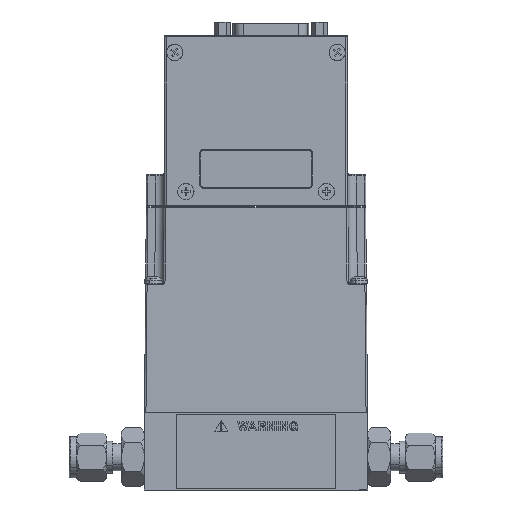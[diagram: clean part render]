
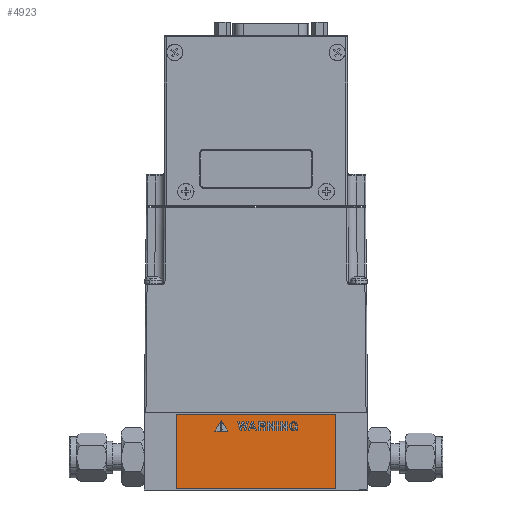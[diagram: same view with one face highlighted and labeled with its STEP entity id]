
A CAD part, left-side view. The second image highlights one B-rep face of the part: STEP entity #4923.
In plain terms, the highlighted planar face has unit normal (-1, 0, 0).
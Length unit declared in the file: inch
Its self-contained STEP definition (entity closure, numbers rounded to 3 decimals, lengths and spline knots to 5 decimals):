
#1510 = EDGE_CURVE ( 'NONE', #14899, #27224, #17023, .T. ) ;
#2003 = DIRECTION ( 'NONE',  ( 0., 1., 0. ) ) ;
#2188 = LINE ( 'NONE', #7063, #9243 ) ;
#2840 = DIRECTION ( 'NONE',  ( -1., 0., 0. ) ) ;
#3911 = CARTESIAN_POINT ( 'NONE',  ( -0.005, 0.4248, 0.02165 ) ) ;
#4923 = ADVANCED_FACE ( 'NONE', ( #13733 ), #26789, .T. ) ;
#5498 = CARTESIAN_POINT ( 'NONE',  ( -0.005, 1.4998, 0.52165 ) ) ;
#6114 = ORIENTED_EDGE ( 'NONE', *, *, #14574, .T. ) ;
#6147 = CARTESIAN_POINT ( 'NONE',  ( -0.005, 2.5748, 1.02165 ) ) ;
#7063 = CARTESIAN_POINT ( 'NONE',  ( -0.005, 1.4998, 0.02165 ) ) ;
#7962 = VERTEX_POINT ( 'NONE', #22987 ) ;
#9243 = VECTOR ( 'NONE', #22984, 39.37008 ) ;
#9850 = AXIS2_PLACEMENT_3D ( 'NONE', #5498, #2840, #29462 ) ;
#11792 = ORIENTED_EDGE ( 'NONE', *, *, #28162, .T. ) ;
#12348 = VECTOR ( 'NONE', #2003, 39.37008 ) ;
#12380 = LINE ( 'NONE', #20362, #12348 ) ;
#12706 = LINE ( 'NONE', #15371, #34557 ) ;
#13733 = FACE_OUTER_BOUND ( 'NONE', #23149, .T. ) ;
#14327 = CARTESIAN_POINT ( 'NONE',  ( -0.005, 2.5748, 0.02165 ) ) ;
#14574 = EDGE_CURVE ( 'NONE', #7962, #14899, #12380, .T. ) ;
#14899 = VERTEX_POINT ( 'NONE', #6147 ) ;
#15371 = CARTESIAN_POINT ( 'NONE',  ( -0.005, 0.4248, 0.52165 ) ) ;
#16612 = VECTOR ( 'NONE', #21112, 39.37008 ) ;
#17023 = LINE ( 'NONE', #34491, #16612 ) ;
#18049 = DIRECTION ( 'NONE',  ( 0., 0., 1. ) ) ;
#19272 = EDGE_CURVE ( 'NONE', #33547, #7962, #12706, .T. ) ;
#20362 = CARTESIAN_POINT ( 'NONE',  ( -0.005, 1.4998, 1.02165 ) ) ;
#21112 = DIRECTION ( 'NONE',  ( 0., 0., -1. ) ) ;
#22984 = DIRECTION ( 'NONE',  ( 0., -1., 0. ) ) ;
#22987 = CARTESIAN_POINT ( 'NONE',  ( -0.005, 0.4248, 1.02165 ) ) ;
#23149 = EDGE_LOOP ( 'NONE', ( #6114, #32952, #11792, #32190 ) ) ;
#26789 = PLANE ( 'NONE',  #9850 ) ;
#27224 = VERTEX_POINT ( 'NONE', #14327 ) ;
#28162 = EDGE_CURVE ( 'NONE', #27224, #33547, #2188, .T. ) ;
#29462 = DIRECTION ( 'NONE',  ( 0., -1., 0. ) ) ;
#32190 = ORIENTED_EDGE ( 'NONE', *, *, #19272, .T. ) ;
#32952 = ORIENTED_EDGE ( 'NONE', *, *, #1510, .T. ) ;
#33547 = VERTEX_POINT ( 'NONE', #3911 ) ;
#34491 = CARTESIAN_POINT ( 'NONE',  ( -0.005, 2.5748, 0.52165 ) ) ;
#34557 = VECTOR ( 'NONE', #18049, 39.37008 ) ;
